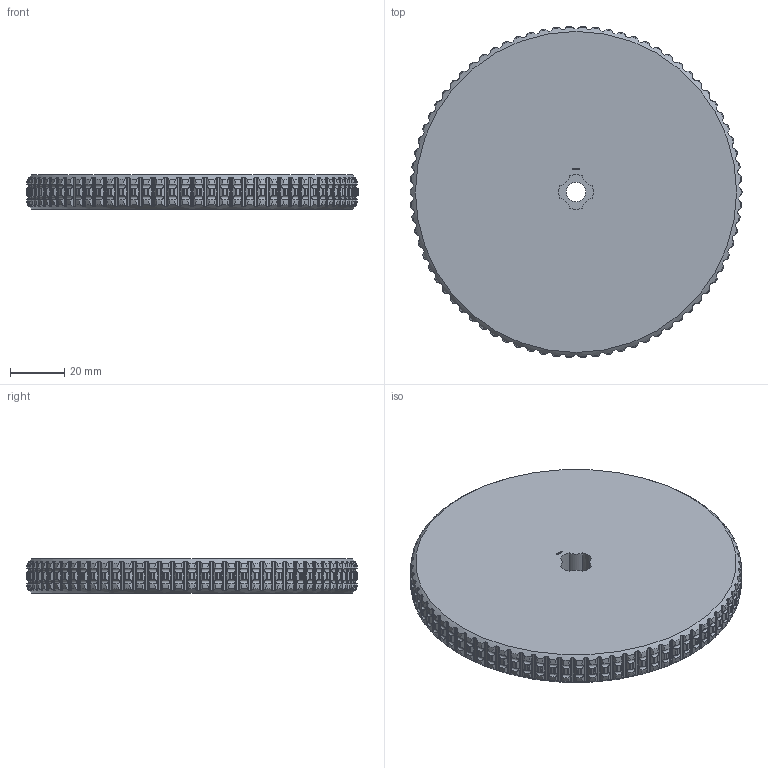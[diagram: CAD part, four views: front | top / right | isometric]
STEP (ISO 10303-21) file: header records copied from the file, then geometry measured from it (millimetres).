
FILE_DESCRIPTION(('FreeCAD Model'),'2;1');
FILE_NAME('Open CASCADE Shape Model','2023-12-20T21:20:15',(''),(''), 'Open CASCADE STEP processor 7.6','FreeCAD','Unknown');
FILE_SCHEMA(('AUTOMOTIVE_DESIGN { 1 0 10303 214 1 1 1 1 }'));
Products named in the file (1): Wheel GND TTRD PLN BU09.75x01.00 - SPN-WHL-0032 (stemfie.org)
Bounding box: 121.87 x 121.82 x 12.5 mm (x, y, z)
Volume: 140207.1 mm3; surface area: 29697.9 mm2
Topology: 1 solids, 1 shells, 2258 faces, 6586 edges, 4382 vertices
Faces by surface type: cylinder 872, plane 569, cone 353, torus 316, extrusion 148
Full cylindrical faces by diameter (mm): 2 x4, 7.2 x1
Entity records: 246541 total; most frequent: CARTESIAN_POINT 116226, DIRECTION 15926, ORIENTED_EDGE 13172, PCURVE 13172, DEFINITIONAL_REPRESENTATION 13172, B_SPLINE_CURVE_WITH_KNOTS 9650, VECTOR 8540, LINE 8392
